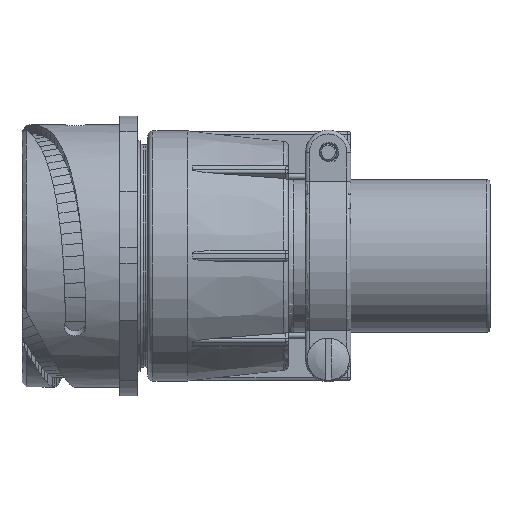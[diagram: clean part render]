
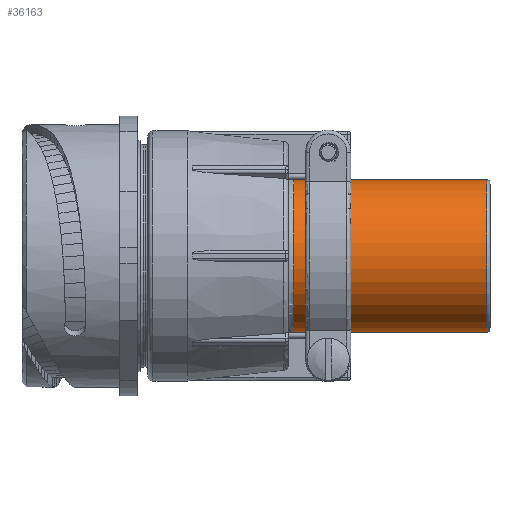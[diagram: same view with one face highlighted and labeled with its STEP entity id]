
A CAD part, top view. The second image highlights one B-rep face of the part: STEP entity #36163.
In plain terms, the highlighted cylindrical face has radius 17.335 mm (diameter 34.67 mm), a partial arc.
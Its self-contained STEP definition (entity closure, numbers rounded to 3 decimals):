
#4505=CARTESIAN_POINT('',(61.75,0.,0.));
#4506=DIRECTION('',(1.,0.,0.));
#4507=DIRECTION('',(0.,1.,0.));
#4508=AXIS2_PLACEMENT_3D('',#4505,#4506,#4507);
#5179=CARTESIAN_POINT('',(105.472,0.,0.));
#5180=DIRECTION('',(1.,0.,0.));
#5181=DIRECTION('',(0.,1.,0.));
#5182=AXIS2_PLACEMENT_3D('',#5179,#5180,#5181);
#5184=DIRECTION('',(-1.,0.,0.));
#5185=VECTOR('',#5184,43.722);
#5186=CARTESIAN_POINT('',(105.472,17.335,
-0.002));
#5187=LINE('2086',#5186,#5185);
#5188=DIRECTION('',(-1.,0.,0.));
#5189=VECTOR('',#5188,43.722);
#5190=CARTESIAN_POINT('',(105.472,-17.335,
0.002));
#5191=LINE('2087',#5190,#5189);
#25157=CARTESIAN_POINT('',(105.472,17.335,
-0.002));
#25158=CARTESIAN_POINT('',(61.75,17.335,-0.002));
#25159=VERTEX_POINT('',#25157);
#25160=VERTEX_POINT('',#25158);
#25161=CARTESIAN_POINT('',(105.472,-17.335,
0.002));
#25162=CARTESIAN_POINT('',(61.75,-17.335,0.002));
#25163=VERTEX_POINT('',#25161);
#25164=VERTEX_POINT('',#25162);
#36149=CARTESIAN_POINT('',(56.164,0.,0.));
#36150=DIRECTION('',(1.,0.,0.));
#36151=DIRECTION('',(0.,-1.,0.));
#36152=AXIS2_PLACEMENT_3D('',#36149,#36150,#36151);
#36153=CYLINDRICAL_SURFACE('609',#36152,17.335);
#36155=ORIENTED_EDGE('2086',*,*,#36154,.F.);
#36157=ORIENTED_EDGE('2095',*,*,#36156,.T.);
#36159=ORIENTED_EDGE('2087',*,*,#36158,.T.);
#36160=ORIENTED_EDGE('2090',*,*,#34943,.F.);
#36161=EDGE_LOOP('609',(#36155,#36157,#36159,#36160));
#36162=FACE_OUTER_BOUND('609',#36161,.F.);
#4509=CIRCLE('2090',#4508,17.335);
#5183=CIRCLE('2095',#5182,17.335);
#34943=EDGE_CURVE('2090',#25160,#25164,#4509,.T.);
#36154=EDGE_CURVE('2086',#25159,#25160,#5187,.T.);
#36156=EDGE_CURVE('2095',#25159,#25163,#5183,.T.);
#36158=EDGE_CURVE('2087',#25163,#25164,#5191,.T.);
#36163=ADVANCED_FACE('609',(#36162),#36153,.T.);
